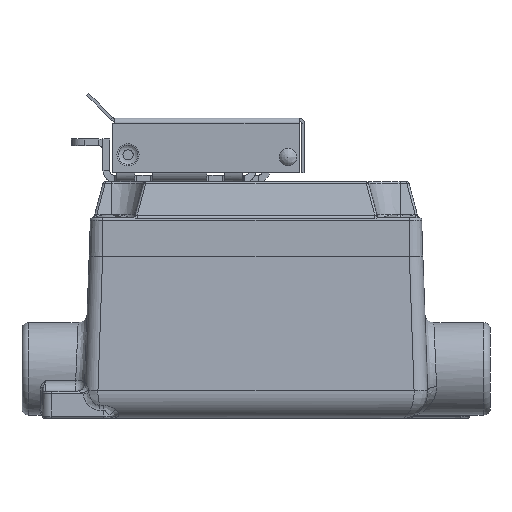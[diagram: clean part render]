
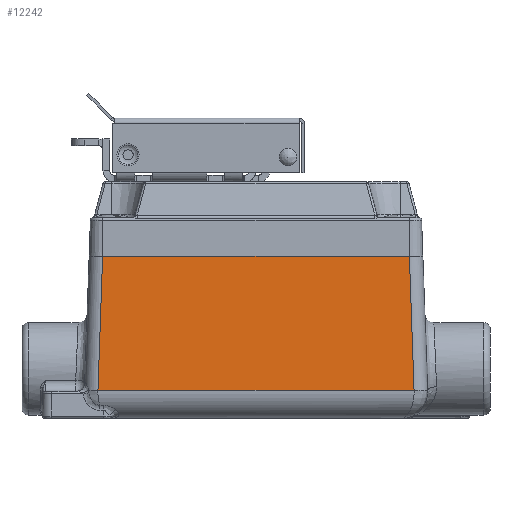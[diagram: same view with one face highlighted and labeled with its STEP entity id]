
A CAD part, front view. The second image highlights one B-rep face of the part: STEP entity #12242.
In plain terms, the highlighted planar face has unit normal (0, -0.999, 0.035).
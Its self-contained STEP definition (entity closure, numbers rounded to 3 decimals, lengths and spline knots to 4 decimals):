
#3159=LINE('',#54725,#7027);
#3265=LINE('',#57362,#7133);
#3267=LINE('',#57410,#7135);
#4774=LINE('',#68225,#8642);
#7027=VECTOR('',#45633,1.);
#7133=VECTOR('',#46043,1.);
#7135=VECTOR('',#46047,1.);
#8642=VECTOR('',#48750,1.);
#12242=ADVANCED_FACE('',(#15844),#14001,.T.);
#14001=PLANE('',#43407);
#15844=FACE_OUTER_BOUND('',#18291,.T.);
#18291=EDGE_LOOP('',(#25893,#25894,#25895,#25896));
#25893=ORIENTED_EDGE('',*,*,#36162,.T.);
#25894=ORIENTED_EDGE('',*,*,#36486,.F.);
#25895=ORIENTED_EDGE('',*,*,#36490,.F.);
#25896=ORIENTED_EDGE('',*,*,#38810,.F.);
#32024=VERTEX_POINT('',#54724);
#32025=VERTEX_POINT('',#54726);
#32234=VERTEX_POINT('',#57361);
#32235=VERTEX_POINT('',#57409);
#36162=EDGE_CURVE('',#32025,#32024,#3159,.T.);
#36486=EDGE_CURVE('',#32234,#32024,#3265,.T.);
#36490=EDGE_CURVE('',#32235,#32234,#3267,.T.);
#38810=EDGE_CURVE('',#32025,#32235,#4774,.T.);
#43407=AXIS2_PLACEMENT_3D('',#68227,#48753,#48754);
#45633=DIRECTION('',(-1.,0.,0.));
#46043=DIRECTION('',(0.035,0.035,0.999));
#46047=DIRECTION('',(-1.,0.,0.));
#48750=DIRECTION('',(0.035,-0.035,-0.999));
#48753=DIRECTION('',(0.,-0.999,0.035));
#48754=DIRECTION('',(1.,0.,0.));
#54724=CARTESIAN_POINT('',(-2.1273,-1.5022,-0.0625));
#54725=CARTESIAN_POINT('',(1.1563,-1.5022,-0.0625));
#54726=CARTESIAN_POINT('',(2.1273,-1.5022,-0.0625));
#57361=CARTESIAN_POINT('',(-2.1923,-1.5672,-1.9244));
#57362=CARTESIAN_POINT('',(-2.1225,-1.4974,0.074));
#57409=CARTESIAN_POINT('',(2.1923,-1.5672,-1.9244));
#57410=CARTESIAN_POINT('',(1.1563,-1.5672,-1.9244));
#68225=CARTESIAN_POINT('',(2.1235,-1.4984,0.0457));
#68227=CARTESIAN_POINT('',(2.3125,-1.5,0.));
